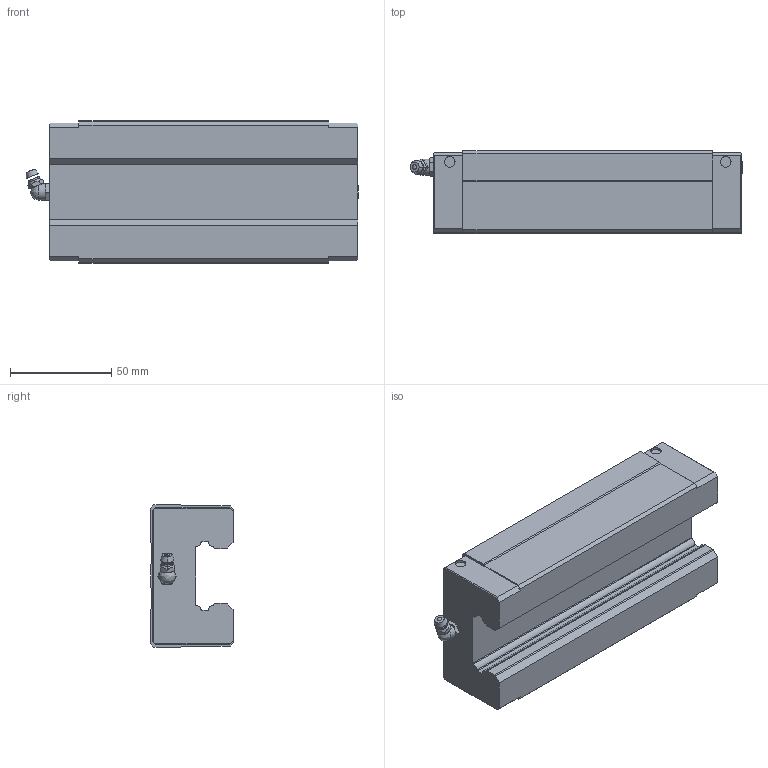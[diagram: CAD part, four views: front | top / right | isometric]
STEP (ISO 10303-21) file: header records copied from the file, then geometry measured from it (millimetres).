
FILE_DESCRIPTION (( 'STEP AP214' ), '1' );
FILE_NAME ('SHS35LVSS, Føringsvogn, Bondy.STEP', '2020-06-15T08:12:32', ( '' ), ( '' ), 'SwSTEP 2.0', 'SolidWorks 2020', '' );
FILE_SCHEMA (( 'AUTOMOTIVE_DESIGN' ));
Length unit declared in the file: millimetre
Products named in the file (3): SHS35LVSS, Føringsvogn, Bondy; _B-M6F-SHS_grease_nipple_joint; _SHS35LVSSB-M6F1 Slide25-55
Assembly tree (2 placements, depth 2):
  SHS35LVSS, Føringsvogn, Bondy
    _SHS35LVSSB-M6F1 Slide25-55
    _B-M6F-SHS_grease_nipple_joint
Bounding box: 163.6 x 40.5 x 70 mm (x, y, z)
Volume: 335906.1 mm3; surface area: 45299 mm2
Topology: 1 solids, 3 shells, 164 faces, 425 edges, 264 vertices
Faces by surface type: plane 80, cylinder 42, cone 36, bspline 6
Entity records: 5238 total; most frequent: CARTESIAN_POINT 1188, DIRECTION 834, ORIENTED_EDGE 818, EDGE_CURVE 411, AXIS2_PLACEMENT_3D 288, VERTEX_POINT 264, LINE 258, VECTOR 258
